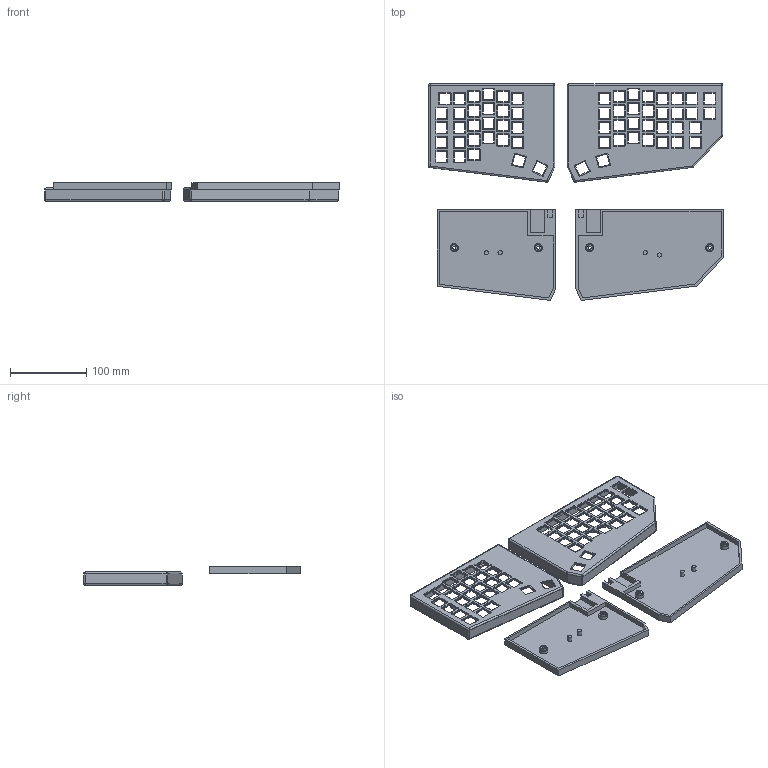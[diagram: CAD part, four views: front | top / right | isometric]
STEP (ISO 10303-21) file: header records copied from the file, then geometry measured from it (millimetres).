
FILE_DESCRIPTION(/* description */ ('STEP AP242','CAx-IF Rec.Pracs.---Representation and Presentation of Product Manufacturing Information (PMI)---4.0---2014-10-13','CAx-IF Rec.Pracs.---3D Tessellated Geometry---0.4---2014-09-14','2;1'),/* implementation_level */ '2;1');
FILE_NAME(/* name */ '64748e10fdda3d09d4281a95',/* time_stamp */ '2023-05-29T11:35:46Z',/* author */ (''),/* organization */ (''),/* preprocessor_version */ 'ST-DEVELOPER v19.4',/* originating_system */ ' ',/* authorisation */ ' ');
FILE_SCHEMA (('AP242_MANAGED_MODEL_BASED_3D_ENGINEERING_MIM_LF { 1 0 10303 442 1 1 4 }'));
Length unit declared in the file: metre
Products named in the file (22): Lid pillar center right; Lid pillar center left; Lid pilar center left; Lid pillar right right; Lid pillar left right; Lid pillar left left; Lid pillar right left; Lid right; Lid left; Pillar center right; Pillar center left; Pillar right right; Pillar left right; Pillar right left; Pillar left left; Walls right; Walls left; Plate right; Plate left
Bounding box: 387.11 x 284.6 x 24.5 mm (x, y, z)
Volume: 297749.7 mm3; surface area: 222887 mm2
Topology: 22 solids, 22 shells, 1104 faces, 2889 edges, 1890 vertices
Faces by surface type: plane 738, cylinder 344, sphere 22
Full cylindrical faces by diameter (mm): 4 x4, 4.5 x8, 5.5 x8, 5.6 x2, 8 x11, 11 x4, 15 x10
Entity records: 34255 total; most frequent: CARTESIAN_POINT 5832, DIRECTION 5758, ORIENTED_EDGE 5636, EDGE_CURVE 2818, LINE 2130, VECTOR 2130, VERTEX_POINT 1888, AXIS2_PLACEMENT_3D 1814
